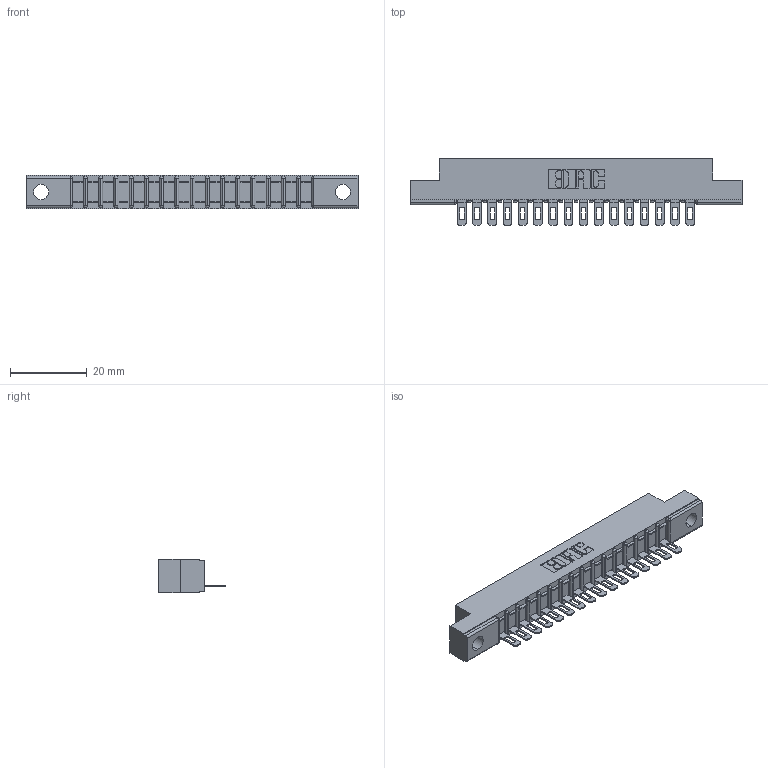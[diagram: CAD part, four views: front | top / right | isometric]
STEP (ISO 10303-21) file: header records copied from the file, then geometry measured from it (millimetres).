
FILE_DESCRIPTION (( 'STEP AP203' ), '1' );
FILE_NAME ('307-016-501-102.STEP', '2018-08-03T03:12:52', ( '' ), ( '' ), 'SwSTEP 2.0', 'SolidWorks 2016', '' );
FILE_SCHEMA (( 'CONFIG_CONTROL_DESIGN' ));
Length unit declared in the file: inch
Products named in the file (3): 307-290-002_501; 307-016-501-102; 307 Part_.128 Dia Mounting Holes
Assembly tree (17 placements, depth 2):
  307-016-501-102
    307 Part_.128 Dia Mounting Holes
    307-290-002_501  x16
Bounding box: 86.41 x 17.42 x 8.71 mm (x, y, z)
Volume: 5627.6 mm3; surface area: 9857.9 mm2
Topology: 17 solids, 17 shells, 1351 faces, 4131 edges, 2706 vertices
Faces by surface type: plane 774, cylinder 543, sphere 34
Entity records: 17718 total; most frequent: CARTESIAN_POINT 2984, ORIENTED_EDGE 2974, DIRECTION 2915, EDGE_CURVE 1487, LINE 1121, VECTOR 1121, VERTEX_POINT 966, AXIS2_PLACEMENT_3D 897
